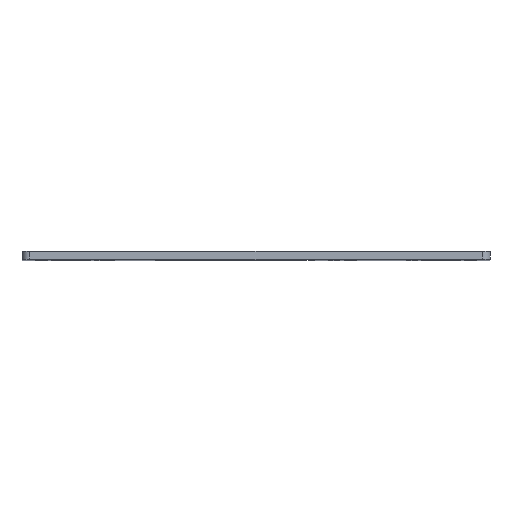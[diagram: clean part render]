
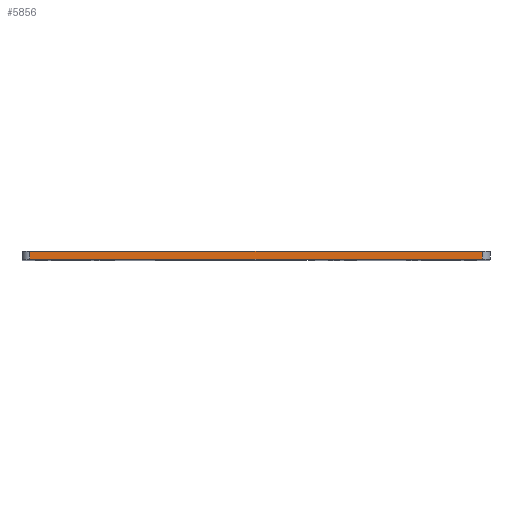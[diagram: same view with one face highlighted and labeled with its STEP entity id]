
A CAD part, top view. The second image highlights one B-rep face of the part: STEP entity #5856.
In plain terms, the highlighted planar face has unit normal (0, 0, 1).
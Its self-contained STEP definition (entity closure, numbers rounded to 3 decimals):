
#184 = LINE ( 'NONE', #3774, #6910 ) ;
#433 = VERTEX_POINT ( 'NONE', #1171 ) ;
#508 = DIRECTION ( 'NONE',  ( 0., 0., -1. ) ) ;
#935 = CARTESIAN_POINT ( 'NONE',  ( -58., 2., 100. ) ) ;
#988 = ORIENTED_EDGE ( 'NONE', *, *, #4233, .T. ) ;
#1115 = CARTESIAN_POINT ( 'NONE',  ( -60., 2., 100. ) ) ;
#1171 = CARTESIAN_POINT ( 'NONE',  ( 58., 2., 100. ) ) ;
#1330 = ORIENTED_EDGE ( 'NONE', *, *, #5990, .T. ) ;
#1364 = DIRECTION ( 'NONE',  ( 0., 1., 0. ) ) ;
#1583 = FACE_OUTER_BOUND ( 'NONE', #5847, .T. ) ;
#1642 = AXIS2_PLACEMENT_3D ( 'NONE', #5752, #508, #2189 ) ;
#2189 = DIRECTION ( 'NONE',  ( -1., 0., 0. ) ) ;
#2401 = DIRECTION ( 'NONE',  ( 1., 0., 0. ) ) ;
#2464 = VERTEX_POINT ( 'NONE', #5860 ) ;
#2496 = VECTOR ( 'NONE', #3442, 1000. ) ;
#2825 = ORIENTED_EDGE ( 'NONE', *, *, #7023, .F. ) ;
#3442 = DIRECTION ( 'NONE',  ( 1., 0., 0. ) ) ;
#3774 = CARTESIAN_POINT ( 'NONE',  ( 58., 2., 100. ) ) ;
#3807 = ORIENTED_EDGE ( 'NONE', *, *, #4469, .T. ) ;
#3949 = PLANE ( 'NONE',  #1642 ) ;
#4081 = VERTEX_POINT ( 'NONE', #4536 ) ;
#4185 = LINE ( 'NONE', #6525, #7383 ) ;
#4233 = EDGE_CURVE ( 'NONE', #6217, #2464, #4185, .T. ) ;
#4322 = CARTESIAN_POINT ( 'NONE',  ( -58., 0., 100. ) ) ;
#4469 = EDGE_CURVE ( 'NONE', #4081, #6217, #6247, .T. ) ;
#4536 = CARTESIAN_POINT ( 'NONE',  ( -58., 2., 100. ) ) ;
#5133 = DIRECTION ( 'NONE',  ( 0., -1., 0. ) ) ;
#5752 = CARTESIAN_POINT ( 'NONE',  ( -60., 2., 100. ) ) ;
#5847 = EDGE_LOOP ( 'NONE', ( #2825, #3807, #988, #1330 ) ) ;
#5856 = ADVANCED_FACE ( 'NONE', ( #1583 ), #3949, .F. ) ;
#5860 = CARTESIAN_POINT ( 'NONE',  ( 58., 0., 100. ) ) ;
#5990 = EDGE_CURVE ( 'NONE', #2464, #433, #184, .T. ) ;
#6217 = VERTEX_POINT ( 'NONE', #4322 ) ;
#6247 = LINE ( 'NONE', #935, #6522 ) ;
#6522 = VECTOR ( 'NONE', #5133, 1000. ) ;
#6525 = CARTESIAN_POINT ( 'NONE',  ( -60., 0., 100. ) ) ;
#6910 = VECTOR ( 'NONE', #1364, 1000. ) ;
#7023 = EDGE_CURVE ( 'NONE', #4081, #433, #7470, .T. ) ;
#7383 = VECTOR ( 'NONE', #2401, 1000. ) ;
#7470 = LINE ( 'NONE', #1115, #2496 ) ;
